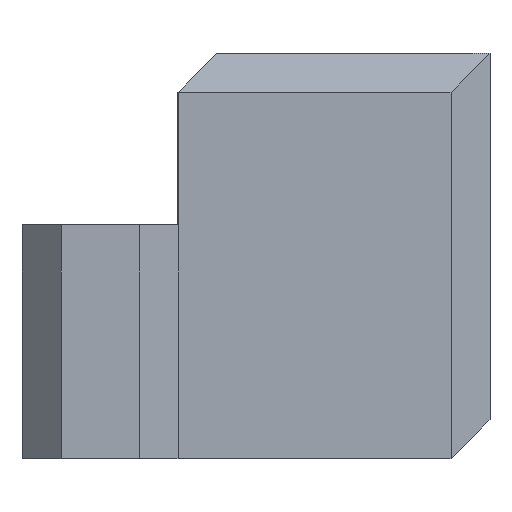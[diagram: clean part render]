
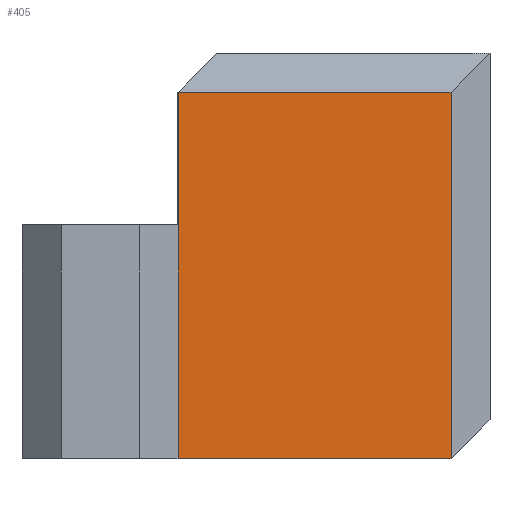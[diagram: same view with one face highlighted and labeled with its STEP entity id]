
A CAD part, left-side view. The second image highlights one B-rep face of the part: STEP entity #405.
In plain terms, the highlighted planar face has unit normal (-1, 0, 0).
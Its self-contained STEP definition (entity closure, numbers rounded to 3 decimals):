
#43=FACE_OUTER_BOUND('',#69,.T.);
#69=EDGE_LOOP('',(#324,#325,#326,#327,#328));
#107=LINE('',#636,#155);
#116=LINE('',#653,#164);
#119=LINE('',#660,#167);
#120=LINE('',#662,#168);
#121=LINE('',#663,#169);
#155=VECTOR('',#517,10.);
#164=VECTOR('',#532,10.);
#167=VECTOR('',#541,10.);
#168=VECTOR('',#542,10.);
#169=VECTOR('',#543,10.);
#183=VERTEX_POINT('',#590);
#196=VERTEX_POINT('',#625);
#199=VERTEX_POINT('',#635);
#204=VERTEX_POINT('',#649);
#206=VERTEX_POINT('',#661);
#239=EDGE_CURVE('',#196,#199,#107,.T.);
#248=EDGE_CURVE('',#199,#204,#116,.T.);
#252=EDGE_CURVE('',#196,#183,#119,.T.);
#253=EDGE_CURVE('',#206,#183,#120,.T.);
#254=EDGE_CURVE('',#206,#204,#121,.T.);
#324=ORIENTED_EDGE('',*,*,#248,.F.);
#325=ORIENTED_EDGE('',*,*,#239,.F.);
#326=ORIENTED_EDGE('',*,*,#252,.T.);
#327=ORIENTED_EDGE('',*,*,#253,.F.);
#328=ORIENTED_EDGE('',*,*,#254,.T.);
#386=PLANE('',#454);
#405=ADVANCED_FACE('',(#43),#386,.T.);
#454=AXIS2_PLACEMENT_3D('',#659,#539,#540);
#517=DIRECTION('',(0.,-1.,0.));
#532=DIRECTION('',(0.,0.,-1.));
#539=DIRECTION('center_axis',(-1.,0.,0.));
#540=DIRECTION('ref_axis',(0.,0.,
-1.));
#541=DIRECTION('',(0.,0.,-1.));
#542=DIRECTION('',(0.,0.,1.));
#543=DIRECTION('',(0.,-1.,0.));
#590=CARTESIAN_POINT('',(100.,-20.,30.));
#625=CARTESIAN_POINT('',(100.,-20.,47.));
#635=CARTESIAN_POINT('',(100.,-55.,47.));
#636=CARTESIAN_POINT('',(100.,-20.,47.));
#649=CARTESIAN_POINT('',(100.,-55.,0.));
#653=CARTESIAN_POINT('',(100.,-55.,39.));
#659=CARTESIAN_POINT('Origin',(100.,-20.,52.));
#660=CARTESIAN_POINT('',(100.,-20.,52.));
#661=CARTESIAN_POINT('',(100.,-20.,0.));
#662=CARTESIAN_POINT('',(100.,-20.,26.));
#663=CARTESIAN_POINT('',(100.,-20.,0.));
